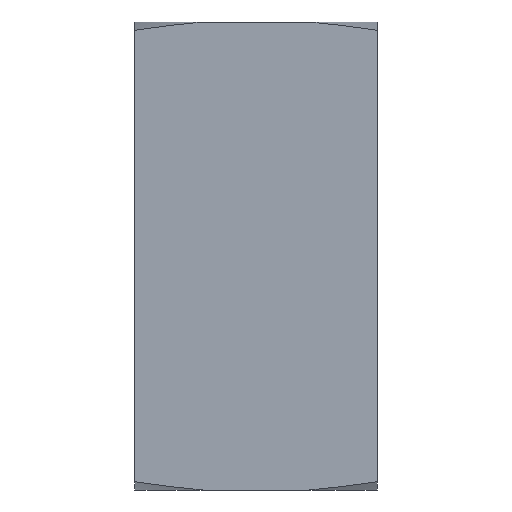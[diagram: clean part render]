
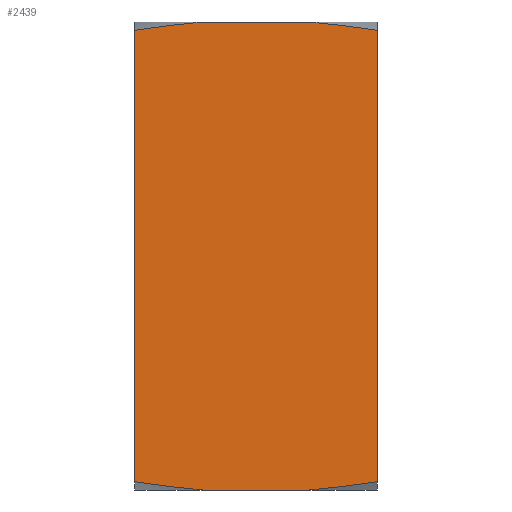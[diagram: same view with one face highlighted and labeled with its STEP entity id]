
A CAD part, front view. The second image highlights one B-rep face of the part: STEP entity #2439.
In plain terms, the highlighted planar face has unit normal (0, -1, 0).
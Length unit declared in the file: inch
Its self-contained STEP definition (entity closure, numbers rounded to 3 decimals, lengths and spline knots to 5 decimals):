
#58 = CARTESIAN_POINT ( 'NONE',  ( 0.275, -0.275, 1.0411 ) ) ;
#85 = CARTESIAN_POINT ( 'NONE',  ( 0.1199, -0.275, 1.06 ) ) ;
#86 = DIRECTION ( 'NONE',  ( 0., 0., -1. ) ) ;
#129 = CARTESIAN_POINT ( 'NONE',  ( 0.1199, -0.275, 0. ) ) ;
#214 = CARTESIAN_POINT ( 'NONE',  ( 0.17188, -0.275, 0.00442 ) ) ;
#297 = CARTESIAN_POINT ( 'NONE',  ( -0.275, -0.275, 1.0411 ) ) ;
#373 = CARTESIAN_POINT ( 'NONE',  ( 0.22351, -0.275, 0.01116 ) ) ;
#406 = DIRECTION ( 'NONE',  ( 0., 1., 0. ) ) ;
#413 = B_SPLINE_CURVE_WITH_KNOTS ( 'NONE', 3,
 ( #1953, #830, #2539, #1289 ),
 .UNSPECIFIED., .F., .F.,
 ( 4, 4 ),
 ( 0.00851, 0.01247 ),
 .UNSPECIFIED. ) ;
#416 = EDGE_CURVE ( 'NONE', #1643, #1759, #413, .T. ) ;
#559 = ORIENTED_EDGE ( 'NONE', *, *, #1621, .T. ) ;
#574 = B_SPLINE_CURVE_WITH_KNOTS ( 'NONE', 3,
 ( #1221, #214, #373, #1899 ),
 .UNSPECIFIED., .F., .F.,
 ( 4, 4 ),
 ( 0.01853, 0.02246 ),
 .UNSPECIFIED. ) ;
#702 = FACE_OUTER_BOUND ( 'NONE', #1871, .T. ) ;
#736 = LINE ( 'NONE', #1447, #740 ) ;
#740 = VECTOR ( 'NONE', #1204, 39.37008 ) ;
#757 = EDGE_CURVE ( 'NONE', #2341, #1643, #1100, .T. ) ;
#788 = EDGE_CURVE ( 'NONE', #2291, #1856, #1068, .T. ) ;
#809 = ORIENTED_EDGE ( 'NONE', *, *, #2181, .T. ) ;
#830 = CARTESIAN_POINT ( 'NONE',  ( -0.22347, -0.275, 0.01115 ) ) ;
#878 = CARTESIAN_POINT ( 'NONE',  ( -0.1199, -0.275, 1.06 ) ) ;
#893 = CARTESIAN_POINT ( 'NONE',  ( -0.1199, -0.275, 1.06 ) ) ;
#911 = VECTOR ( 'NONE', #1525, 39.37008 ) ;
#918 = LINE ( 'NONE', #1276, #911 ) ;
#1017 = AXIS2_PLACEMENT_3D ( 'NONE', #1041, #406, #1940 ) ;
#1041 = CARTESIAN_POINT ( 'NONE',  ( -0.275, -0.275, 1.06 ) ) ;
#1049 = DIRECTION ( 'NONE',  ( 0., 0., -1. ) ) ;
#1055 = VECTOR ( 'NONE', #86, 39.37008 ) ;
#1068 = LINE ( 'NONE', #1527, #1055 ) ;
#1078 = VECTOR ( 'NONE', #1049, 39.37008 ) ;
#1100 = LINE ( 'NONE', #2318, #1078 ) ;
#1204 = DIRECTION ( 'NONE',  ( 1., 0., 0. ) ) ;
#1221 = CARTESIAN_POINT ( 'NONE',  ( 0.1199, -0.275, 0. ) ) ;
#1266 = CARTESIAN_POINT ( 'NONE',  ( 0.17183, -0.275, 1.05559 ) ) ;
#1271 = PLANE ( 'NONE',  #1017 ) ;
#1276 = CARTESIAN_POINT ( 'NONE',  ( -0.275, -0.275, 0. ) ) ;
#1289 = CARTESIAN_POINT ( 'NONE',  ( -0.1199, -0.275, 0. ) ) ;
#1295 = CARTESIAN_POINT ( 'NONE',  ( -0.275, -0.275, 0.0189 ) ) ;
#1313 = ORIENTED_EDGE ( 'NONE', *, *, #1568, .T. ) ;
#1334 = CARTESIAN_POINT ( 'NONE',  ( -0.1199, -0.275, 0. ) ) ;
#1382 = ORIENTED_EDGE ( 'NONE', *, *, #757, .T. ) ;
#1447 = CARTESIAN_POINT ( 'NONE',  ( -0.275, -0.275, 1.06 ) ) ;
#1458 = ORIENTED_EDGE ( 'NONE', *, *, #2271, .T. ) ;
#1524 = CARTESIAN_POINT ( 'NONE',  ( 0.275, -0.275, 0.0189 ) ) ;
#1525 = DIRECTION ( 'NONE',  ( 1., 0., 0. ) ) ;
#1527 = CARTESIAN_POINT ( 'NONE',  ( 0.275, -0.275, 1.06 ) ) ;
#1568 = EDGE_CURVE ( 'NONE', #2291, #1808, #2193, .T. ) ;
#1604 = CARTESIAN_POINT ( 'NONE',  ( -0.22351, -0.275, 1.04884 ) ) ;
#1621 = EDGE_CURVE ( 'NONE', #1759, #1797, #918, .T. ) ;
#1643 = VERTEX_POINT ( 'NONE', #1295 ) ;
#1759 = VERTEX_POINT ( 'NONE', #1334 ) ;
#1797 = VERTEX_POINT ( 'NONE', #129 ) ;
#1808 = VERTEX_POINT ( 'NONE', #2573 ) ;
#1819 = VERTEX_POINT ( 'NONE', #893 ) ;
#1823 = ORIENTED_EDGE ( 'NONE', *, *, #788, .F. ) ;
#1856 = VERTEX_POINT ( 'NONE', #1524 ) ;
#1871 = EDGE_LOOP ( 'NONE', ( #1823, #1313, #2379, #809, #1382, #2207, #559, #1458 ) ) ;
#1899 = CARTESIAN_POINT ( 'NONE',  ( 0.275, -0.275, 0.0189 ) ) ;
#1940 = DIRECTION ( 'NONE',  ( 0., 0., 1. ) ) ;
#1953 = CARTESIAN_POINT ( 'NONE',  ( -0.275, -0.275, 0.0189 ) ) ;
#2181 = EDGE_CURVE ( 'NONE', #1819, #2341, #2560, .T. ) ;
#2193 = B_SPLINE_CURVE_WITH_KNOTS ( 'NONE', 3,
 ( #2529, #2520, #1266, #85 ),
 .UNSPECIFIED., .F., .F.,
 ( 4, 4 ),
 ( 0.00851, 0.01247 ),
 .UNSPECIFIED. ) ;
#2207 = ORIENTED_EDGE ( 'NONE', *, *, #416, .T. ) ;
#2221 = EDGE_CURVE ( 'NONE', #1819, #1808, #736, .T. ) ;
#2271 = EDGE_CURVE ( 'NONE', #1797, #1856, #574, .T. ) ;
#2285 = CARTESIAN_POINT ( 'NONE',  ( -0.275, -0.275, 1.0411 ) ) ;
#2291 = VERTEX_POINT ( 'NONE', #58 ) ;
#2318 = CARTESIAN_POINT ( 'NONE',  ( -0.275, -0.275, 1.06 ) ) ;
#2341 = VERTEX_POINT ( 'NONE', #2285 ) ;
#2379 = ORIENTED_EDGE ( 'NONE', *, *, #2221, .F. ) ;
#2389 = CARTESIAN_POINT ( 'NONE',  ( -0.17188, -0.275, 1.05558 ) ) ;
#2439 = ADVANCED_FACE ( 'NONE', ( #702 ), #1271, .F. ) ;
#2520 = CARTESIAN_POINT ( 'NONE',  ( 0.22347, -0.275, 1.04885 ) ) ;
#2529 = CARTESIAN_POINT ( 'NONE',  ( 0.275, -0.275, 1.0411 ) ) ;
#2539 = CARTESIAN_POINT ( 'NONE',  ( -0.17183, -0.275, 0.00441 ) ) ;
#2560 = B_SPLINE_CURVE_WITH_KNOTS ( 'NONE', 3,
 ( #878, #2389, #1604, #297 ),
 .UNSPECIFIED., .F., .F.,
 ( 4, 4 ),
 ( 0.01853, 0.02246 ),
 .UNSPECIFIED. ) ;
#2573 = CARTESIAN_POINT ( 'NONE',  ( 0.1199, -0.275, 1.06 ) ) ;
